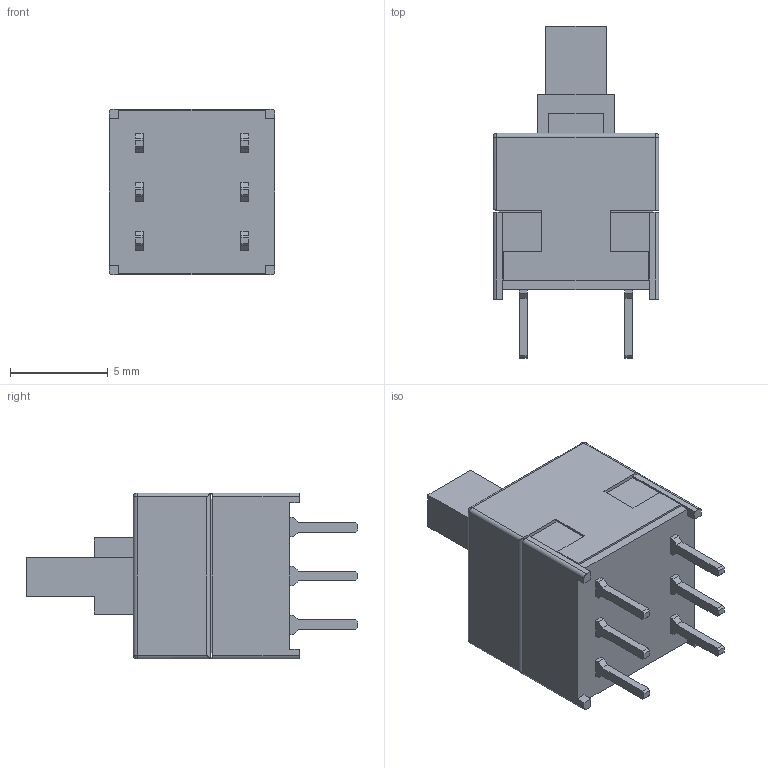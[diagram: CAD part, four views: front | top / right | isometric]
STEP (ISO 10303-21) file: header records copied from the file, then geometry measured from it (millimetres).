
FILE_DESCRIPTION (( 'STEP AP214' ), '1' );
FILE_NAME ('Switch_6pin.STEP', '2017-10-08T13:59:43', ( '' ), ( '' ), 'SwSTEP 2.0', 'SolidWorks 2017', '' );
FILE_SCHEMA (( 'AUTOMOTIVE_DESIGN' ));
Length unit declared in the file: millimetre
Products named in the file (1): Switch_6pin
Bounding box: 8.5 x 17 x 8.5 mm (x, y, z)
Volume: 606.6 mm3; surface area: 676.6 mm2
Topology: 1 solids, 1 shells, 158 faces, 431 edges, 278 vertices
Faces by surface type: plane 141, cylinder 13, sphere 4
Entity records: 6182 total; most frequent: CARTESIAN_POINT 870, ORIENTED_EDGE 854, DIRECTION 765, EDGE_CURVE 427, VECTOR 403, LINE 403, VERTEX_POINT 278, AXIS2_PLACEMENT_3D 181
